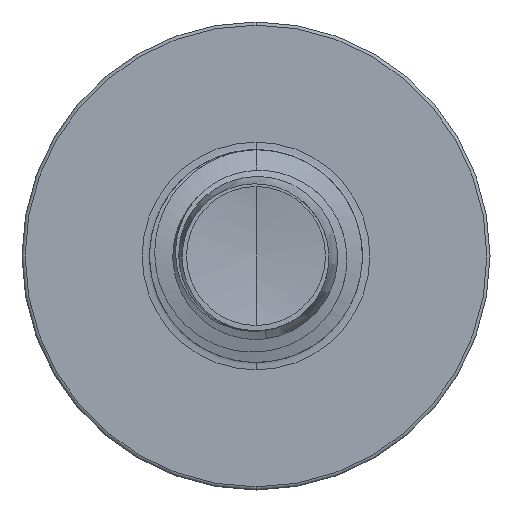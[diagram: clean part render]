
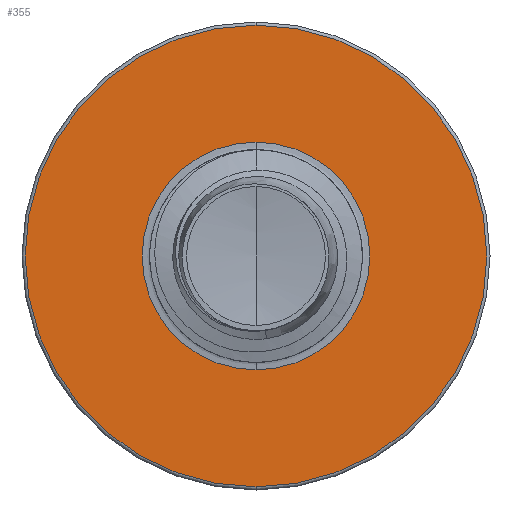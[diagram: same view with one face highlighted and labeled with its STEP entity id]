
A CAD part, front view. The second image highlights one B-rep face of the part: STEP entity #355.
In plain terms, the highlighted planar face has unit normal (0, -1, 0).
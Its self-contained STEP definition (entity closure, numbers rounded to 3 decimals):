
#355 = ADVANCED_FACE ( 'NONE', ( #18486, #16464 ), #14996, .F. ) ;
#593 = CARTESIAN_POINT ( 'NONE',  ( 0., 6.5, 2.677 ) ) ;
#1419 = CARTESIAN_POINT ( 'NONE',  ( 0., 6.5, 5.425 ) ) ;
#1880 = AXIS2_PLACEMENT_3D ( 'NONE', #9519, #18085, #11027 ) ;
#3648 = EDGE_CURVE ( 'NONE', #4099, #14793, #18015, .T. ) ;
#3805 = EDGE_CURVE ( 'NONE', #14793, #4099, #7857, .T. ) ;
#4099 = VERTEX_POINT ( 'NONE', #6671 ) ;
#4877 = AXIS2_PLACEMENT_3D ( 'NONE', #11536, #11476, #11262 ) ;
#4902 = ORIENTED_EDGE ( 'NONE', *, *, #3648, .T. ) ;
#5054 = AXIS2_PLACEMENT_3D ( 'NONE', #5719, #5703, #5695 ) ;
#5695 = DIRECTION ( 'NONE',  ( 0., 0., 1. ) ) ;
#5703 = DIRECTION ( 'NONE',  ( 0., 1., 0. ) ) ;
#5719 = CARTESIAN_POINT ( 'NONE',  ( 0., 6.5, 0. ) ) ;
#5985 = EDGE_CURVE ( 'NONE', #17280, #9160, #6519, .T. ) ;
#6330 = EDGE_LOOP ( 'NONE', ( #8947, #12866 ) ) ;
#6519 = CIRCLE ( 'NONE', #5054, 5.425 ) ;
#6671 = CARTESIAN_POINT ( 'NONE',  ( 0., 6.5, -2.677 ) ) ;
#7857 = CIRCLE ( 'NONE', #15062, 2.677 ) ;
#8417 = EDGE_LOOP ( 'NONE', ( #18441, #4902 ) ) ;
#8947 = ORIENTED_EDGE ( 'NONE', *, *, #18248, .F. ) ;
#9160 = VERTEX_POINT ( 'NONE', #1419 ) ;
#9519 = CARTESIAN_POINT ( 'NONE',  ( 0., 6.5, 0. ) ) ;
#9904 = DIRECTION ( 'NONE',  ( 0., 0., 1. ) ) ;
#9905 = DIRECTION ( 'NONE',  ( 0., 1., 0. ) ) ;
#9929 = CARTESIAN_POINT ( 'NONE',  ( 0., 6.5, 0. ) ) ;
#11020 = CARTESIAN_POINT ( 'NONE',  ( 0., 6.5, -2.677 ) ) ;
#11027 = DIRECTION ( 'NONE',  ( 0., 0., 1. ) ) ;
#11262 = DIRECTION ( 'NONE',  ( 0., 0., 1. ) ) ;
#11476 = DIRECTION ( 'NONE',  ( 0., 1., 0. ) ) ;
#11536 = CARTESIAN_POINT ( 'NONE',  ( 0., 6.5, 0. ) ) ;
#11770 = CARTESIAN_POINT ( 'NONE',  ( 0., 6.5, -5.425 ) ) ;
#12866 = ORIENTED_EDGE ( 'NONE', *, *, #5985, .F. ) ;
#14793 = VERTEX_POINT ( 'NONE', #593 ) ;
#14996 = PLANE ( 'NONE',  #17970 ) ;
#15062 = AXIS2_PLACEMENT_3D ( 'NONE', #9929, #9905, #9904 ) ;
#15205 = DIRECTION ( 'NONE',  ( 0., 0., 1. ) ) ;
#16119 = CIRCLE ( 'NONE', #1880, 5.425 ) ;
#16464 = FACE_BOUND ( 'NONE', #8417, .T. ) ;
#17067 = DIRECTION ( 'NONE',  ( 0., 1., 0. ) ) ;
#17280 = VERTEX_POINT ( 'NONE', #11770 ) ;
#17970 = AXIS2_PLACEMENT_3D ( 'NONE', #11020, #17067, #15205 ) ;
#18015 = CIRCLE ( 'NONE', #4877, 2.677 ) ;
#18085 = DIRECTION ( 'NONE',  ( 0., 1., 0. ) ) ;
#18248 = EDGE_CURVE ( 'NONE', #9160, #17280, #16119, .T. ) ;
#18441 = ORIENTED_EDGE ( 'NONE', *, *, #3805, .T. ) ;
#18486 = FACE_OUTER_BOUND ( 'NONE', #6330, .T. ) ;
